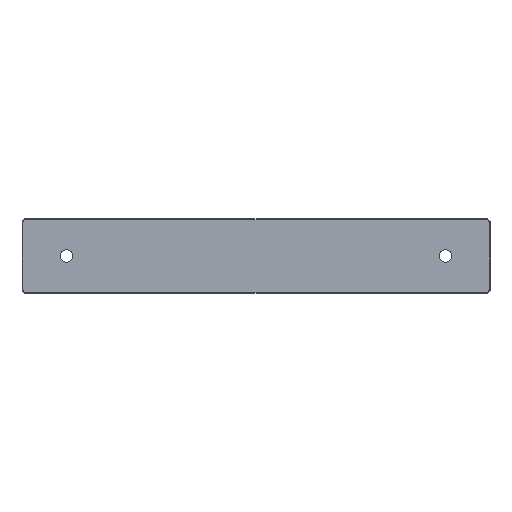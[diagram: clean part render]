
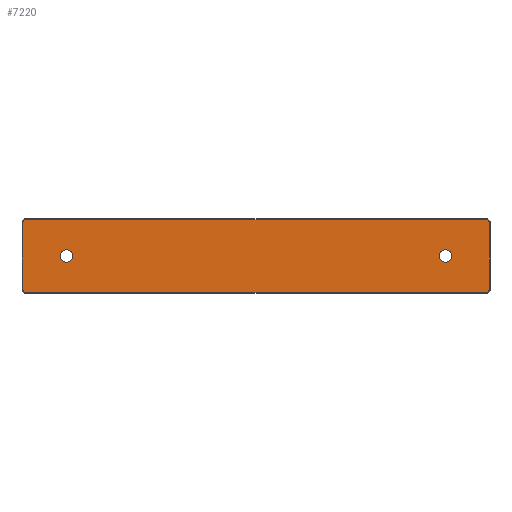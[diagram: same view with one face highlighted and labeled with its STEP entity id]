
A CAD part, top view. The second image highlights one B-rep face of the part: STEP entity #7220.
In plain terms, the highlighted face is planar.
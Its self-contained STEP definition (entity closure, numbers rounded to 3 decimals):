
#1710=CARTESIAN_POINT('',(6548.,421.,282.2));
#1720=VERTEX_POINT('',#1710);
#1750=CARTESIAN_POINT('',(6548.,421.,281.5));
#1760=DIRECTION('',(0.,1.,0.));
#1770=DIRECTION('',(1.,0.,0.));
#1780=AXIS2_PLACEMENT_3D('',#1750,#1760,#1770);
#1790=CIRCLE('',#1780,0.7);
#1800=CARTESIAN_POINT('',(6548.7,421.,281.5));
#1810=VERTEX_POINT('',#1800);
#1820=EDGE_CURVE('',#1720,#1810,#1790,.T.);
#4780=CARTESIAN_POINT('',(6408.1,421.,270.));
#4790=VERTEX_POINT('',#4780);
#4870=CARTESIAN_POINT('',(6403.9,421.,270.));
#4880=VERTEX_POINT('',#4870);
#4910=CARTESIAN_POINT('',(6406.,421.,270.));
#4920=DIRECTION('',(0.,-1.,0.));
#4930=DIRECTION('',(-1.,0.,0.));
#4940=AXIS2_PLACEMENT_3D('',#4910,#4920,#4930);
#4950=CIRCLE('',#4940,2.1);
#4960=EDGE_CURVE('',#4880,#4790,#4950,.T.);
#5100=CARTESIAN_POINT('',(6536.1,421.,270.));
#5110=VERTEX_POINT('',#5100);
#5140=CARTESIAN_POINT('',(6534.,421.,270.));
#5150=DIRECTION('',(0.,-1.,0.));
#5160=DIRECTION('',(-1.,0.,0.));
#5170=AXIS2_PLACEMENT_3D('',#5140,#5150,#5160);
#5180=CIRCLE('',#5170,2.1);
#5190=CARTESIAN_POINT('',(6531.9,421.,270.));
#5200=VERTEX_POINT('',#5190);
#5210=EDGE_CURVE('',#5110,#5200,#5180,.T.);
#6120=CARTESIAN_POINT('',(6548.7,421.,273.263));
#6130=DIRECTION('',(0.,0.,1.));
#6140=VECTOR('',#6130,1.);
#6150=LINE('',#6120,#6140);
#6160=CARTESIAN_POINT('',(6548.7,421.,258.5));
#6170=VERTEX_POINT('',#6160);
#6180=EDGE_CURVE('',#6170,#1810,#6150,.T.);
#6400=CARTESIAN_POINT('',(6392.,421.,257.8));
#6410=VERTEX_POINT('',#6400);
#6500=CARTESIAN_POINT('',(6548.,421.,257.8));
#6510=VERTEX_POINT('',#6500);
#6540=CARTESIAN_POINT('',(6598.014,421.,257.8));
#6550=DIRECTION('',(1.,0.,0.));
#6560=VECTOR('',#6550,1.);
#6570=LINE('',#6540,#6560);
#6580=EDGE_CURVE('',#6410,#6510,#6570,.T.);
#6630=CARTESIAN_POINT('',(6598.014,421.,273.263));
#6640=DIRECTION('',(0.,-1.,0.));
#6650=DIRECTION('',(-1.,0.,0.));
#6660=AXIS2_PLACEMENT_3D('',#6630,#6640,#6650);
#6670=PLANE('',#6660);
#6680=EDGE_CURVE('',#4790,#4880,#4950,.T.);
#6690=ORIENTED_EDGE('',*,*,#6680,.T.);
#6700=ORIENTED_EDGE('',*,*,#4960,.T.);
#6710=EDGE_LOOP('',(#6700,#6690));
#6720=FACE_BOUND('',#6710,.T.);
#6730=ORIENTED_EDGE('',*,*,#5210,.T.);
#6740=EDGE_CURVE('',#5200,#5110,#5180,.T.);
#6750=ORIENTED_EDGE('',*,*,#6740,.T.);
#6760=EDGE_LOOP('',(#6750,#6730));
#6770=FACE_BOUND('',#6760,.T.);
#6780=CARTESIAN_POINT('',(6548.,421.,258.5));
#6790=DIRECTION('',(0.,-1.,0.));
#6800=DIRECTION('',(-1.,0.,0.));
#6810=AXIS2_PLACEMENT_3D('',#6780,#6790,#6800);
#6820=CIRCLE('',#6810,0.7);
#6830=EDGE_CURVE('',#6510,#6170,#6820,.T.);
#6840=ORIENTED_EDGE('',*,*,#6830,.F.);
#6850=ORIENTED_EDGE('',*,*,#6180,.F.);
#6860=ORIENTED_EDGE('',*,*,#1820,.T.);
#6870=CARTESIAN_POINT('',(6598.014,421.,282.2));
#6880=DIRECTION('',(-1.,0.,0.));
#6890=VECTOR('',#6880,1.);
#6900=LINE('',#6870,#6890);
#6910=CARTESIAN_POINT('',(6392.,421.,282.2));
#6920=VERTEX_POINT('',#6910);
#6930=EDGE_CURVE('',#1720,#6920,#6900,.T.);
#6940=ORIENTED_EDGE('',*,*,#6930,.F.);
#6950=CARTESIAN_POINT('',(6392.,421.,281.5));
#6960=DIRECTION('',(0.,-1.,0.));
#6970=DIRECTION('',(-1.,0.,0.));
#6980=AXIS2_PLACEMENT_3D('',#6950,#6960,#6970);
#6990=CIRCLE('',#6980,0.7);
#7000=CARTESIAN_POINT('',(6391.3,421.,281.5));
#7010=VERTEX_POINT('',#7000);
#7020=EDGE_CURVE('',#6920,#7010,#6990,.T.);
#7030=ORIENTED_EDGE('',*,*,#7020,.F.);
#7040=CARTESIAN_POINT('',(6391.3,421.,273.263));
#7050=DIRECTION('',(0.,0.,-1.));
#7060=VECTOR('',#7050,1.);
#7070=LINE('',#7040,#7060);
#7080=CARTESIAN_POINT('',(6391.3,421.,258.5));
#7090=VERTEX_POINT('',#7080);
#7100=EDGE_CURVE('',#7010,#7090,#7070,.T.);
#7110=ORIENTED_EDGE('',*,*,#7100,.F.);
#7120=CARTESIAN_POINT('',(6392.,421.,258.5));
#7130=DIRECTION('',(0.,-1.,0.));
#7140=DIRECTION('',(-1.,0.,0.));
#7150=AXIS2_PLACEMENT_3D('',#7120,#7130,#7140);
#7160=CIRCLE('',#7150,0.7);
#7170=EDGE_CURVE('',#7090,#6410,#7160,.T.);
#7180=ORIENTED_EDGE('',*,*,#7170,.F.);
#7190=ORIENTED_EDGE('',*,*,#6580,.F.);
#7200=EDGE_LOOP('',(#7190,#7180,#7110,#7030,#6940,#6860,#6850,#6840));
#7210=FACE_OUTER_BOUND('',#7200,.T.);
#7220=ADVANCED_FACE('',(#6720,#6770,#7210),#6670,.F.);
